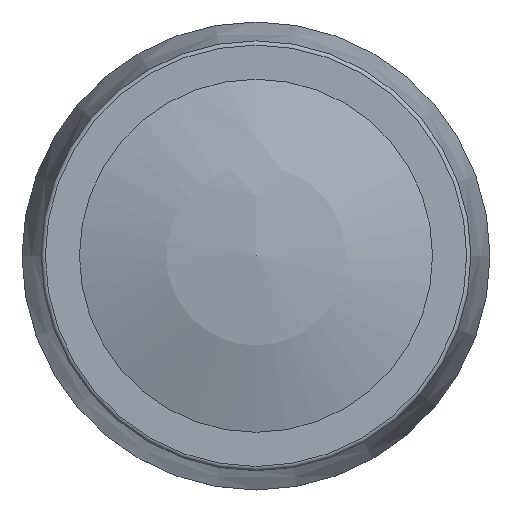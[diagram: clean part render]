
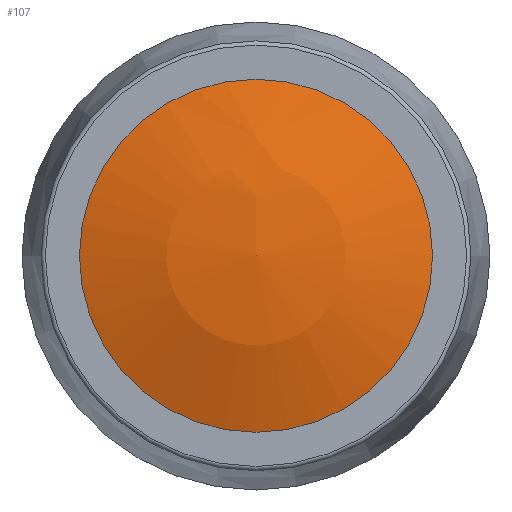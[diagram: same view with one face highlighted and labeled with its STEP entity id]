
A CAD part, top view. The second image highlights one B-rep face of the part: STEP entity #107.
In plain terms, the highlighted spherical face has radius 23.713 mm.
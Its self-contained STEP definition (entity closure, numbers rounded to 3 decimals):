
#107 = ADVANCED_FACE( '', ( #258 ), #259, .T. );
#258 = FACE_OUTER_BOUND( '', #474, .T. );
#259 = SPHERICAL_SURFACE( '', #475, 23.713 );
#474 = EDGE_LOOP( '', ( #716 ) );
#475 = AXIS2_PLACEMENT_3D( '', #717, #718, #719 );
#716 = ORIENTED_EDGE( '', *, *, #960, .T. );
#717 = CARTESIAN_POINT( '', ( 0., 0., -5.713 ) );
#718 = DIRECTION( '', ( 0., 0., 1. ) );
#719 = DIRECTION( '', ( 0., 1., 0. ) );
#960 = EDGE_CURVE( '', #1085, #1085, #1086, .T. );
#1085 = VERTEX_POINT( '', #1236 );
#1086 = CIRCLE( '', #1237, 8.3 );
#1236 = CARTESIAN_POINT( '', ( 8.3, 0., 16.5 ) );
#1237 = AXIS2_PLACEMENT_3D( '', #1398, #1399, #1400 );
#1398 = CARTESIAN_POINT( '', ( 0., 0., 16.5 ) );
#1399 = DIRECTION( '', ( 0., 0., 1. ) );
#1400 = DIRECTION( '', ( 1., 0., 0. ) );
